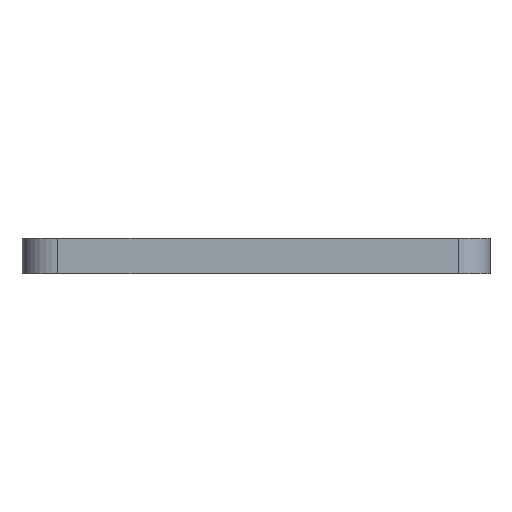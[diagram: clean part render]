
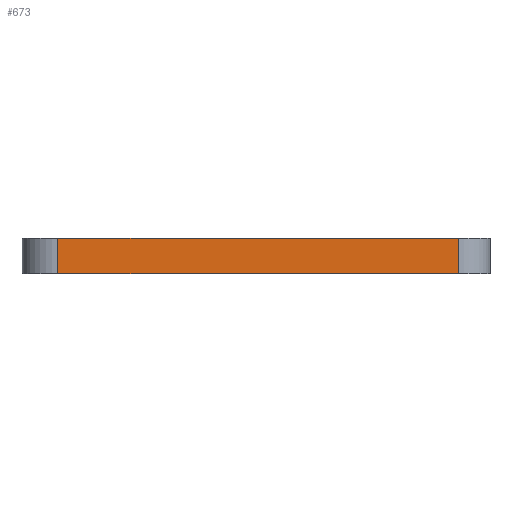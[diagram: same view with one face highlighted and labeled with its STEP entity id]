
A CAD part, left-side view. The second image highlights one B-rep face of the part: STEP entity #673.
In plain terms, the highlighted planar face has unit normal (-1, 0, 0).
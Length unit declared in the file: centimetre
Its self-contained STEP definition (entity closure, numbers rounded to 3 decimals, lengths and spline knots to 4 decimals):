
#119=FACE_OUTER_BOUND('',#172,.T.);
#172=EDGE_LOOP('',(#592,#593,#594,#595));
#226=LINE('',#1085,#281);
#228=LINE('',#1102,#283);
#235=LINE('',#1130,#290);
#236=LINE('',#1132,#291);
#281=VECTOR('',#881,1.);
#283=VECTOR('',#897,1.);
#290=VECTOR('',#924,1.);
#291=VECTOR('',#927,1.);
#342=VERTEX_POINT('',#1082);
#343=VERTEX_POINT('',#1084);
#350=VERTEX_POINT('',#1099);
#351=VERTEX_POINT('',#1101);
#422=EDGE_CURVE('',#343,#342,#226,.T.);
#430=EDGE_CURVE('',#350,#351,#228,.F.);
#445=EDGE_CURVE('',#343,#350,#235,.T.);
#446=EDGE_CURVE('',#351,#342,#236,.T.);
#592=ORIENTED_EDGE('',*,*,#445,.F.);
#593=ORIENTED_EDGE('',*,*,#422,.T.);
#594=ORIENTED_EDGE('',*,*,#446,.F.);
#595=ORIENTED_EDGE('',*,*,#430,.F.);
#647=PLANE('',#746);
#673=ADVANCED_FACE('',(#119),#647,.T.);
#746=AXIS2_PLACEMENT_3D('',#1131,#925,#926);
#881=DIRECTION('',(0.,-1.,0.));
#897=DIRECTION('',(0.,1.,0.));
#924=DIRECTION('',(0.,0.,1.));
#925=DIRECTION('center_axis',(-1.,0.,0.));
#926=DIRECTION('ref_axis',(0.,-1.,0.));
#927=DIRECTION('',(0.,0.,-1.));
#1082=CARTESIAN_POINT('',(0.16,-1.2,-0.335));
#1084=CARTESIAN_POINT('',(0.16,6.035,-0.335));
#1085=CARTESIAN_POINT('',(0.16,0.9875,-0.335));
#1099=CARTESIAN_POINT('',(0.16,6.035,0.3));
#1101=CARTESIAN_POINT('',(0.16,-1.2,0.3));
#1102=CARTESIAN_POINT('',(0.16,0.9875,0.3));
#1130=CARTESIAN_POINT('',(0.16,6.035,-0.1675));
#1131=CARTESIAN_POINT('Origin',(0.16,1.975,0.));
#1132=CARTESIAN_POINT('',(0.16,-1.2,0.));
